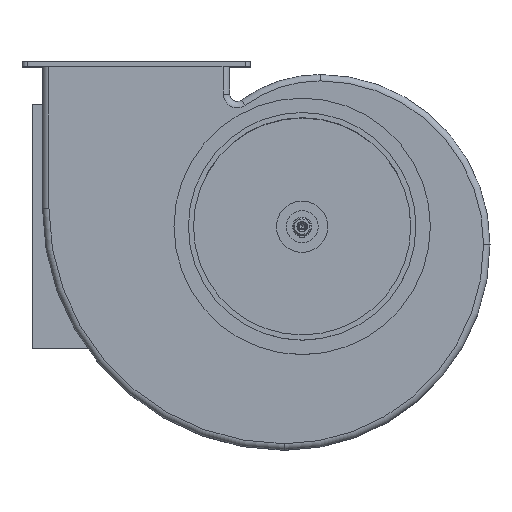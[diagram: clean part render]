
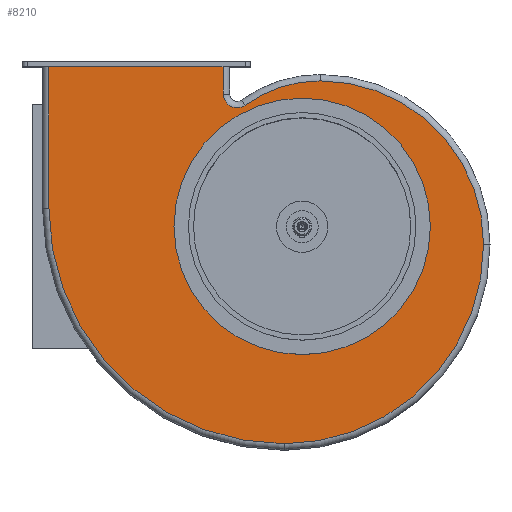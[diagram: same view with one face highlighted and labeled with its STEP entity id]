
A CAD part, top view. The second image highlights one B-rep face of the part: STEP entity #8210.
In plain terms, the highlighted planar face has unit normal (0, 0, 1).
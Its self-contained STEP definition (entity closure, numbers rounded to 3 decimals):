
#591 = CARTESIAN_POINT ( 'NONE',  ( 28., -28., 118.5 ) ) ;
#1048 = AXIS2_PLACEMENT_3D ( 'NONE', #9769, #18303, #15573 ) ;
#1060 = EDGE_CURVE ( 'NONE', #8035, #3422, #14135, .T. ) ;
#1183 = AXIS2_PLACEMENT_3D ( 'NONE', #17463, #4330, #1383 ) ;
#1221 = ORIENTED_EDGE ( 'NONE', *, *, #14979, .T. ) ;
#1290 = AXIS2_PLACEMENT_3D ( 'NONE', #4851, #16532, #9082 ) ;
#1292 = CARTESIAN_POINT ( 'NONE',  ( -123., 249., 118.5 ) ) ;
#1383 = DIRECTION ( 'NONE',  ( 1., 0., 0. ) ) ;
#1428 = CARTESIAN_POINT ( 'NONE',  ( 283., -28., 118.5 ) ) ;
#1898 = ORIENTED_EDGE ( 'NONE', *, *, #11448, .F. ) ;
#1976 = VERTEX_POINT ( 'NONE', #4075 ) ;
#2070 = DIRECTION ( 'NONE',  ( 0., -1., 0. ) ) ;
#2660 = CARTESIAN_POINT ( 'NONE',  ( 28., 227., 118.5 ) ) ;
#2706 = EDGE_CURVE ( 'NONE', #14684, #12897, #14446, .T. ) ;
#2842 = EDGE_CURVE ( 'NONE', #5591, #8035, #15566, .T. ) ;
#3049 = CIRCLE ( 'NONE', #1183, 367. ) ;
#3110 = EDGE_CURVE ( 'NONE', #14684, #5862, #8350, .T. ) ;
#3125 = EDGE_CURVE ( 'NONE', #13653, #5862, #7893, .T. ) ;
#3173 = AXIS2_PLACEMENT_3D ( 'NONE', #13047, #17245, #4359 ) ;
#3319 = FACE_OUTER_BOUND ( 'NONE', #15715, .T. ) ;
#3333 = ORIENTED_EDGE ( 'NONE', *, *, #2706, .T. ) ;
#3422 = VERTEX_POINT ( 'NONE', #2660 ) ;
#4075 = CARTESIAN_POINT ( 'NONE',  ( -88.873, 189.064, 118.5 ) ) ;
#4181 = DIRECTION ( 'NONE',  ( 0., 0., 1. ) ) ;
#4330 = DIRECTION ( 'NONE',  ( 0., 0., 1. ) ) ;
#4359 = DIRECTION ( 'NONE',  ( 1., 0., 0. ) ) ;
#4467 = CIRCLE ( 'NONE', #3173, 199. ) ;
#4544 = PLANE ( 'NONE',  #17690 ) ;
#4851 = CARTESIAN_POINT ( 'NONE',  ( 0., 0., 118.5 ) ) ;
#4959 = CIRCLE ( 'NONE', #14352, 21.5 ) ;
#4993 = DIRECTION ( 'NONE',  ( 0., 0., 1. ) ) ;
#5090 = EDGE_LOOP ( 'NONE', ( #1898, #9808 ) ) ;
#5096 = FACE_BOUND ( 'NONE', #5090, .T. ) ;
#5118 = CARTESIAN_POINT ( 'NONE',  ( -395., 28., 118.5 ) ) ;
#5218 = CARTESIAN_POINT ( 'NONE',  ( -123., 206.466, 118.5 ) ) ;
#5373 = CARTESIAN_POINT ( 'NONE',  ( 200., 0., 118.5 ) ) ;
#5456 = CIRCLE ( 'NONE', #8431, 200. ) ;
#5591 = VERTEX_POINT ( 'NONE', #10676 ) ;
#5862 = VERTEX_POINT ( 'NONE', #1292 ) ;
#6566 = ORIENTED_EDGE ( 'NONE', *, *, #3110, .F. ) ;
#7110 = CARTESIAN_POINT ( 'NONE',  ( -395., 249., 118.5 ) ) ;
#7172 = DIRECTION ( 'NONE',  ( 1., 0., 0. ) ) ;
#7537 = AXIS2_PLACEMENT_3D ( 'NONE', #591, #4993, #8032 ) ;
#7893 = LINE ( 'NONE', #14548, #13533 ) ;
#8032 = DIRECTION ( 'NONE',  ( 1., 0., 0. ) ) ;
#8035 = VERTEX_POINT ( 'NONE', #1428 ) ;
#8210 = ADVANCED_FACE ( 'NONE', ( #5096, #3319 ), #4544, .T. ) ;
#8350 = LINE ( 'NONE', #7110, #11035 ) ;
#8431 = AXIS2_PLACEMENT_3D ( 'NONE', #9920, #4181, #8861 ) ;
#8841 = DIRECTION ( 'NONE',  ( 0., 1., 0. ) ) ;
#8861 = DIRECTION ( 'NONE',  ( 1., 0., 0. ) ) ;
#9082 = DIRECTION ( 'NONE',  ( 1., 0., 0. ) ) ;
#9769 = CARTESIAN_POINT ( 'NONE',  ( -28., -28., 118.5 ) ) ;
#9781 = VERTEX_POINT ( 'NONE', #5373 ) ;
#9808 = ORIENTED_EDGE ( 'NONE', *, *, #10035, .F. ) ;
#9844 = EDGE_CURVE ( 'NONE', #3422, #1976, #4467, .T. ) ;
#9920 = CARTESIAN_POINT ( 'NONE',  ( 0., 0., 118.5 ) ) ;
#10035 = EDGE_CURVE ( 'NONE', #9781, #12160, #16922, .T. ) ;
#10415 = DIRECTION ( 'NONE',  ( 1., 0., 0. ) ) ;
#10676 = CARTESIAN_POINT ( 'NONE',  ( -28., -339., 118.5 ) ) ;
#10859 = VECTOR ( 'NONE', #2070, 1000. ) ;
#11035 = VECTOR ( 'NONE', #7172, 1000. ) ;
#11448 = EDGE_CURVE ( 'NONE', #12160, #9781, #5456, .T. ) ;
#11478 = ORIENTED_EDGE ( 'NONE', *, *, #2842, .T. ) ;
#11844 = DIRECTION ( 'NONE',  ( 0., 0., 1. ) ) ;
#12062 = CARTESIAN_POINT ( 'NONE',  ( -200., 0., 118.5 ) ) ;
#12160 = VERTEX_POINT ( 'NONE', #12062 ) ;
#12897 = VERTEX_POINT ( 'NONE', #12906 ) ;
#12906 = CARTESIAN_POINT ( 'NONE',  ( -395., 28., 118.5 ) ) ;
#13047 = CARTESIAN_POINT ( 'NONE',  ( 28., 28., 118.5 ) ) ;
#13331 = EDGE_CURVE ( 'NONE', #1976, #13653, #4959, .T. ) ;
#13533 = VECTOR ( 'NONE', #8841, 1000. ) ;
#13653 = VERTEX_POINT ( 'NONE', #5218 ) ;
#13998 = ORIENTED_EDGE ( 'NONE', *, *, #1060, .T. ) ;
#14135 = CIRCLE ( 'NONE', #7537, 255. ) ;
#14352 = AXIS2_PLACEMENT_3D ( 'NONE', #16270, #16212, #14809 ) ;
#14446 = LINE ( 'NONE', #5118, #10859 ) ;
#14548 = CARTESIAN_POINT ( 'NONE',  ( -123., 237., 118.5 ) ) ;
#14684 = VERTEX_POINT ( 'NONE', #14918 ) ;
#14809 = DIRECTION ( 'NONE',  ( 1., 0., 0. ) ) ;
#14828 = CARTESIAN_POINT ( 'NONE',  ( -28., 28., 118.5 ) ) ;
#14918 = CARTESIAN_POINT ( 'NONE',  ( -395., 249., 118.5 ) ) ;
#14979 = EDGE_CURVE ( 'NONE', #12897, #5591, #3049, .T. ) ;
#15210 = ORIENTED_EDGE ( 'NONE', *, *, #3125, .T. ) ;
#15566 = CIRCLE ( 'NONE', #1048, 311. ) ;
#15573 = DIRECTION ( 'NONE',  ( 1., 0., 0. ) ) ;
#15715 = EDGE_LOOP ( 'NONE', ( #15210, #6566, #3333, #1221, #11478, #13998, #17359, #17221 ) ) ;
#16212 = DIRECTION ( 'NONE',  ( 0., 0., -1. ) ) ;
#16270 = CARTESIAN_POINT ( 'NONE',  ( -101.5, 206.466, 118.5 ) ) ;
#16532 = DIRECTION ( 'NONE',  ( 0., 0., 1. ) ) ;
#16922 = CIRCLE ( 'NONE', #1290, 200. ) ;
#17221 = ORIENTED_EDGE ( 'NONE', *, *, #13331, .T. ) ;
#17245 = DIRECTION ( 'NONE',  ( 0., 0., 1. ) ) ;
#17359 = ORIENTED_EDGE ( 'NONE', *, *, #9844, .T. ) ;
#17463 = CARTESIAN_POINT ( 'NONE',  ( -28., 28., 118.5 ) ) ;
#17690 = AXIS2_PLACEMENT_3D ( 'NONE', #14828, #11844, #10415 ) ;
#18303 = DIRECTION ( 'NONE',  ( 0., 0., 1. ) ) ;
